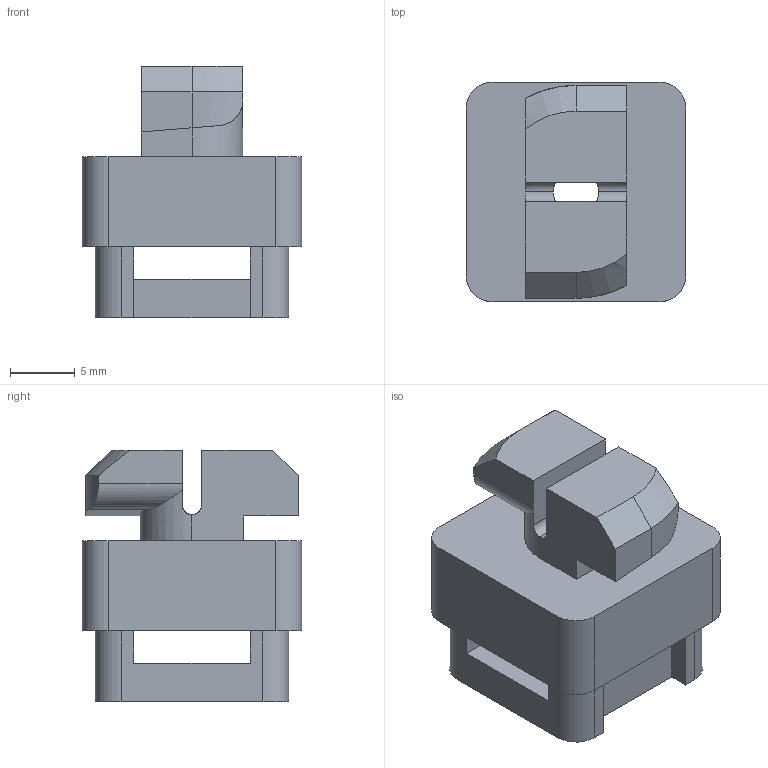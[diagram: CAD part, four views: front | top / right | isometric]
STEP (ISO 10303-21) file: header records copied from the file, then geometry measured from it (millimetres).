
FILE_DESCRIPTION(('STEP AP214'),'1');
FILE_NAME('cctmp_5450FC2B-FD3C-44BF-8AA7-75F6556CF6AC_2022_06_13_11_09_47_0816_15652..stp','2022-06-13T09:09:47',('Bosch Rexroth AG'),('CADClick - www.CADClick.com'),'Spatial InterOp 3D',' ','unknown authorization - (Healing Option Enabled)');
FILE_SCHEMA(('AUTOMOTIVE_DESIGN'));
Length unit declared in the file: millimetre
Products named in the file (1): 2022_06_13_11_09_47_0816
Bounding box: 17 x 17 x 19.5 mm (x, y, z)
Volume: 2860.3 mm3; surface area: 2253.7 mm2
Topology: 1 solids, 1 shells, 73 faces, 212 edges, 140 vertices
Faces by surface type: plane 51, cylinder 20, cone 2
Entity records: 3086 total; most frequent: CARTESIAN_POINT 520, ORIENTED_EDGE 424, DIRECTION 384, EDGE_CURVE 212, LINE 164, VECTOR 164, VERTEX_POINT 140, AXIS2_PLACEMENT_3D 110
